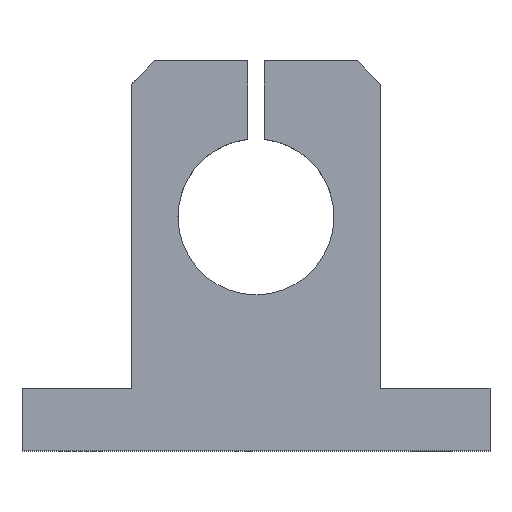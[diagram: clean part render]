
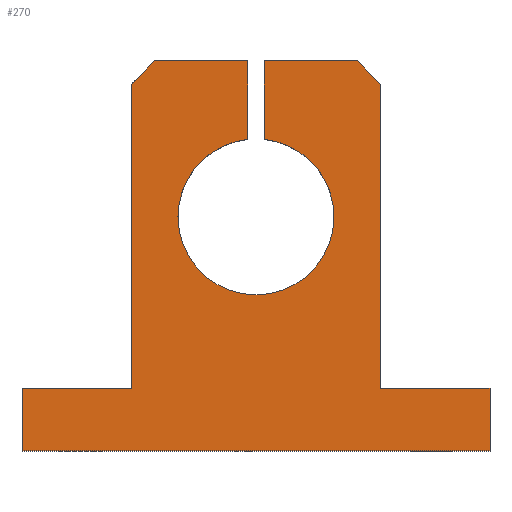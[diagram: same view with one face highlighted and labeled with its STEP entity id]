
A CAD part, top view. The second image highlights one B-rep face of the part: STEP entity #270.
In plain terms, the highlighted planar face has unit normal (0, 0, 1).
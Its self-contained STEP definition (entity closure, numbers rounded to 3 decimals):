
#8 = VERTEX_POINT ( 'NONE', #595 ) ;
#13 = CARTESIAN_POINT ( 'NONE',  ( -30., -25., 10. ) ) ;
#18 = LINE ( 'NONE', #255, #259 ) ;
#20 = ORIENTED_EDGE ( 'NONE', *, *, #487, .F. ) ;
#42 = EDGE_CURVE ( 'NONE', #533, #134, #670, .T. ) ;
#52 = CARTESIAN_POINT ( 'NONE',  ( -19., 19., 10. ) ) ;
#53 = DIRECTION ( 'NONE',  ( -0.707, 0.707, 0. ) ) ;
#55 = EDGE_CURVE ( 'NONE', #972, #533, #844, .T. ) ;
#67 = DIRECTION ( 'NONE',  ( 1., 0., 0. ) ) ;
#68 = CARTESIAN_POINT ( 'NONE',  ( -1.075, -0.312, 10. ) ) ;
#93 = CARTESIAN_POINT ( 'NONE',  ( -30., -17., 10. ) ) ;
#96 = LINE ( 'NONE', #569, #548 ) ;
#102 = EDGE_LOOP ( 'NONE', ( #20, #282, #468, #731, #883, #410, #430, #615, #873, #906, #654, #813, #320, #329, #955, #607 ) ) ;
#109 = DIRECTION ( 'NONE',  ( 0., -1., 0. ) ) ;
#134 = VERTEX_POINT ( 'NONE', #690 ) ;
#139 = DIRECTION ( 'NONE',  ( 0., 1., 0. ) ) ;
#145 = CARTESIAN_POINT ( 'NONE',  ( 0., 0., 10. ) ) ;
#148 = DIRECTION ( 'NONE',  ( 1., 0., 0. ) ) ;
#156 = CARTESIAN_POINT ( 'NONE',  ( 1.075, 14.942, 10. ) ) ;
#167 = VECTOR ( 'NONE', #139, 1000. ) ;
#196 = CARTESIAN_POINT ( 'NONE',  ( -30., 25., 10. ) ) ;
#208 = DIRECTION ( 'NONE',  ( 1., 0., 0. ) ) ;
#220 = FACE_OUTER_BOUND ( 'NONE', #102, .T. ) ;
#240 = VECTOR ( 'NONE', #53, 1000. ) ;
#245 = CARTESIAN_POINT ( 'NONE',  ( 30., -17., 10. ) ) ;
#246 = DIRECTION ( 'NONE',  ( -1., 0., 0. ) ) ;
#255 = CARTESIAN_POINT ( 'NONE',  ( 1.075, -0.312, 10. ) ) ;
#259 = VECTOR ( 'NONE', #401, 1000. ) ;
#270 = ADVANCED_FACE ( 'NONE', ( #220 ), #366, .T. ) ;
#282 = ORIENTED_EDGE ( 'NONE', *, *, #687, .F. ) ;
#294 = DIRECTION ( 'NONE',  ( -0.707, -0.707, 0. ) ) ;
#296 = CARTESIAN_POINT ( 'NONE',  ( 19., 19., 10. ) ) ;
#299 = CARTESIAN_POINT ( 'NONE',  ( 30., 25., 10. ) ) ;
#302 = CARTESIAN_POINT ( 'NONE',  ( -30., -25., 10. ) ) ;
#305 = LINE ( 'NONE', #624, #523 ) ;
#306 = EDGE_CURVE ( 'NONE', #482, #766, #381, .T. ) ;
#314 = VERTEX_POINT ( 'NONE', #543 ) ;
#320 = ORIENTED_EDGE ( 'NONE', *, *, #940, .F. ) ;
#321 = CARTESIAN_POINT ( 'NONE',  ( 0., 5., 10. ) ) ;
#329 = ORIENTED_EDGE ( 'NONE', *, *, #677, .F. ) ;
#337 = CARTESIAN_POINT ( 'NONE',  ( 10., 5., 10. ) ) ;
#339 = CARTESIAN_POINT ( 'NONE',  ( 16., 25., 10. ) ) ;
#345 = VERTEX_POINT ( 'NONE', #939 ) ;
#347 = VECTOR ( 'NONE', #148, 1000. ) ;
#353 = CARTESIAN_POINT ( 'NONE',  ( -30., 25., 10. ) ) ;
#366 = PLANE ( 'NONE',  #1030 ) ;
#367 = EDGE_CURVE ( 'NONE', #660, #824, #692, .T. ) ;
#378 = VERTEX_POINT ( 'NONE', #554 ) ;
#381 = LINE ( 'NONE', #299, #167 ) ;
#387 = LINE ( 'NONE', #695, #347 ) ;
#398 = CIRCLE ( 'NONE', #472, 10. ) ;
#401 = DIRECTION ( 'NONE',  ( 0., 1., 0. ) ) ;
#410 = ORIENTED_EDGE ( 'NONE', *, *, #501, .T. ) ;
#411 = CARTESIAN_POINT ( 'NONE',  ( 0., 5., 10. ) ) ;
#430 = ORIENTED_EDGE ( 'NONE', *, *, #982, .T. ) ;
#433 = VECTOR ( 'NONE', #294, 1000. ) ;
#456 = DIRECTION ( 'NONE',  ( 1., 0., 0. ) ) ;
#461 = DIRECTION ( 'NONE',  ( 0., 0., 1. ) ) ;
#468 = ORIENTED_EDGE ( 'NONE', *, *, #820, .F. ) ;
#472 = AXIS2_PLACEMENT_3D ( 'NONE', #1002, #763, #941 ) ;
#477 = VERTEX_POINT ( 'NONE', #337 ) ;
#481 = DIRECTION ( 'NONE',  ( 0., 1., 0. ) ) ;
#482 = VERTEX_POINT ( 'NONE', #891 ) ;
#487 = EDGE_CURVE ( 'NONE', #1021, #134, #18, .T. ) ;
#501 = EDGE_CURVE ( 'NONE', #660, #378, #637, .T. ) ;
#503 = EDGE_CURVE ( 'NONE', #1033, #314, #96, .T. ) ;
#523 = VECTOR ( 'NONE', #208, 1000. ) ;
#525 = DIRECTION ( 'NONE',  ( 0., -1., 0. ) ) ;
#533 = VERTEX_POINT ( 'NONE', #754 ) ;
#539 = VECTOR ( 'NONE', #456, 1000. ) ;
#543 = CARTESIAN_POINT ( 'NONE',  ( -16., 22., 10. ) ) ;
#548 = VECTOR ( 'NONE', #481, 1000. ) ;
#554 = CARTESIAN_POINT ( 'NONE',  ( -13., 25., 10. ) ) ;
#569 = CARTESIAN_POINT ( 'NONE',  ( -16., 25., 10. ) ) ;
#588 = EDGE_CURVE ( 'NONE', #806, #482, #794, .T. ) ;
#595 = CARTESIAN_POINT ( 'NONE',  ( 16., -17., 10. ) ) ;
#607 = ORIENTED_EDGE ( 'NONE', *, *, #42, .T. ) ;
#612 = EDGE_CURVE ( 'NONE', #1024, #1033, #387, .T. ) ;
#615 = ORIENTED_EDGE ( 'NONE', *, *, #503, .F. ) ;
#622 = DIRECTION ( 'NONE',  ( 0., 0., 1. ) ) ;
#624 = CARTESIAN_POINT ( 'NONE',  ( 30., -17., 10. ) ) ;
#627 = DIRECTION ( 'NONE',  ( 0., -1., 0. ) ) ;
#637 = LINE ( 'NONE', #885, #980 ) ;
#654 = ORIENTED_EDGE ( 'NONE', *, *, #588, .T. ) ;
#655 = VECTOR ( 'NONE', #109, 1000. ) ;
#660 = VERTEX_POINT ( 'NONE', #700 ) ;
#662 = EDGE_CURVE ( 'NONE', #824, #345, #962, .T. ) ;
#670 = LINE ( 'NONE', #196, #696 ) ;
#677 = EDGE_CURVE ( 'NONE', #972, #8, #893, .T. ) ;
#680 = VECTOR ( 'NONE', #627, 1000. ) ;
#687 = EDGE_CURVE ( 'NONE', #477, #1021, #863, .T. ) ;
#690 = CARTESIAN_POINT ( 'NONE',  ( 1.075, 25., 10. ) ) ;
#692 = LINE ( 'NONE', #68, #680 ) ;
#693 = LINE ( 'NONE', #52, #433 ) ;
#695 = CARTESIAN_POINT ( 'NONE',  ( -30., -17., 10. ) ) ;
#696 = VECTOR ( 'NONE', #921, 1000. ) ;
#700 = CARTESIAN_POINT ( 'NONE',  ( -1.075, 25., 10. ) ) ;
#725 = CARTESIAN_POINT ( 'NONE',  ( -16., -17., 10. ) ) ;
#728 = DIRECTION ( 'NONE',  ( 1., 0., 0. ) ) ;
#731 = ORIENTED_EDGE ( 'NONE', *, *, #662, .F. ) ;
#754 = CARTESIAN_POINT ( 'NONE',  ( 13., 25., 10. ) ) ;
#763 = DIRECTION ( 'NONE',  ( 0., 0., 1. ) ) ;
#766 = VERTEX_POINT ( 'NONE', #245 ) ;
#780 = CARTESIAN_POINT ( 'NONE',  ( 16., 22., 10. ) ) ;
#794 = LINE ( 'NONE', #302, #539 ) ;
#806 = VERTEX_POINT ( 'NONE', #13 ) ;
#813 = ORIENTED_EDGE ( 'NONE', *, *, #306, .T. ) ;
#820 = EDGE_CURVE ( 'NONE', #345, #477, #398, .T. ) ;
#824 = VERTEX_POINT ( 'NONE', #866 ) ;
#825 = AXIS2_PLACEMENT_3D ( 'NONE', #411, #969, #728 ) ;
#844 = LINE ( 'NONE', #296, #240 ) ;
#861 = EDGE_CURVE ( 'NONE', #1024, #806, #999, .T. ) ;
#863 = CIRCLE ( 'NONE', #825, 10. ) ;
#866 = CARTESIAN_POINT ( 'NONE',  ( -1.075, 14.942, 10. ) ) ;
#873 = ORIENTED_EDGE ( 'NONE', *, *, #612, .F. ) ;
#879 = VECTOR ( 'NONE', #525, 1000. ) ;
#881 = AXIS2_PLACEMENT_3D ( 'NONE', #321, #461, #67 ) ;
#883 = ORIENTED_EDGE ( 'NONE', *, *, #367, .F. ) ;
#885 = CARTESIAN_POINT ( 'NONE',  ( -30., 25., 10. ) ) ;
#891 = CARTESIAN_POINT ( 'NONE',  ( 30., -25., 10. ) ) ;
#893 = LINE ( 'NONE', #339, #655 ) ;
#906 = ORIENTED_EDGE ( 'NONE', *, *, #861, .T. ) ;
#921 = DIRECTION ( 'NONE',  ( -1., 0., 0. ) ) ;
#939 = CARTESIAN_POINT ( 'NONE',  ( -10., 5., 10. ) ) ;
#940 = EDGE_CURVE ( 'NONE', #8, #766, #305, .T. ) ;
#941 = DIRECTION ( 'NONE',  ( 1., 0., 0. ) ) ;
#951 = DIRECTION ( 'NONE',  ( 1., 0., 0. ) ) ;
#955 = ORIENTED_EDGE ( 'NONE', *, *, #55, .T. ) ;
#962 = CIRCLE ( 'NONE', #881, 10. ) ;
#969 = DIRECTION ( 'NONE',  ( 0., 0., 1. ) ) ;
#972 = VERTEX_POINT ( 'NONE', #780 ) ;
#980 = VECTOR ( 'NONE', #246, 1000. ) ;
#982 = EDGE_CURVE ( 'NONE', #378, #314, #693, .T. ) ;
#999 = LINE ( 'NONE', #353, #879 ) ;
#1002 = CARTESIAN_POINT ( 'NONE',  ( 0., 5., 10. ) ) ;
#1021 = VERTEX_POINT ( 'NONE', #156 ) ;
#1024 = VERTEX_POINT ( 'NONE', #93 ) ;
#1030 = AXIS2_PLACEMENT_3D ( 'NONE', #145, #622, #951 ) ;
#1033 = VERTEX_POINT ( 'NONE', #725 ) ;
